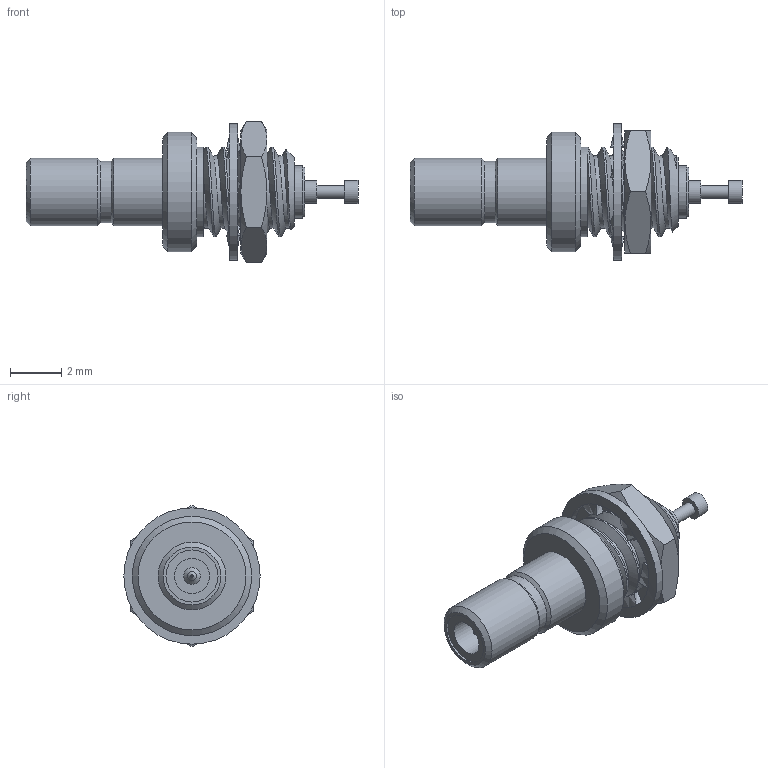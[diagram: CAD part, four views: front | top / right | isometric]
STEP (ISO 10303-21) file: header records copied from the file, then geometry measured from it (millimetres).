
FILE_DESCRIPTION (( 'STEP AP203' ), '1' );
FILE_NAME ('PE4339.step', '2019-11-13T14:22:51', ( '' ), ( '' ), 'SwSTEP 2.0', 'SolidWorks 2018', '' );
FILE_SCHEMA (( 'CONFIG_CONTROL_DESIGN' ));
Length unit declared in the file: inch
Products named in the file (1): PE4339
Bounding box: 12.95 x 5.32 x 5.51 mm (x, y, z)
Volume: 92.7 mm3; surface area: 252.3 mm2
Topology: 3 solids, 3 shells, 107 faces, 249 edges, 157 vertices
Faces by surface type: cylinder 32, bspline 30, cone 23, plane 22
Full cylindrical faces by diameter (mm): 0.35 x1, 0.508 x1, 0.65 x1, 0.9 x2, 1.37 x1, 2.032 x2, 2.401 x1, 2.645 x2, 3.505 x5, 4.654 x1, 5.317 x1
Entity records: 5243 total; most frequent: CARTESIAN_POINT 3240, ORIENTED_EDGE 418, DIRECTION 302, EDGE_CURVE 209, VERTEX_POINT 145, EDGE_LOOP 138, AXIS2_PLACEMENT_3D 136, FACE_OUTER_BOUND 116
